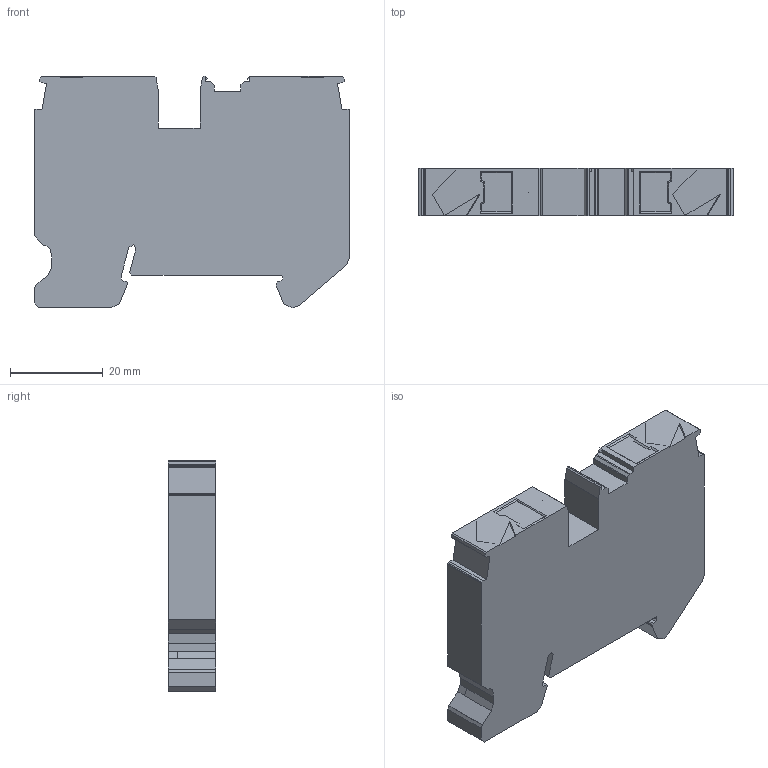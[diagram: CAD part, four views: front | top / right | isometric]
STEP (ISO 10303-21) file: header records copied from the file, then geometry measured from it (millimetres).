
FILE_DESCRIPTION( ('This file contains a STEP AP42 implementation' ,'as created by ZW3D STEP Interface translator.') ,'2;1' );
FILE_NAME( 'GUV10-102-XX-00N.stp' ,'2410 8.143341', (''), ('ZWCAD Software Co.'), 'Version 1.0', 'ZW3D to STEP translator', '' );
FILE_SCHEMA(('CONFIG_CONTROL_DESIGN'));
Length unit declared in the file: millimetre
Products named in the file (1): 0
Bounding box: 67.9 x 10.2 x 49.7 mm (x, y, z)
Volume: 29451.6 mm3; surface area: 8747.8 mm2
Topology: 1 solids, 1 shells, 127 faces, 373 edges, 247 vertices
Faces by surface type: bspline 127
Entity records: 4522 total; most frequent: CARTESIAN_POINT 2397, ORIENTED_EDGE 738, EDGE_CURVE 369, B_SPLINE_CURVE_WITH_KNOTS 280, VERTEX_POINT 247, EDGE_LOOP 130, FACE_OUTER_BOUND 127, ADVANCED_FACE 127
